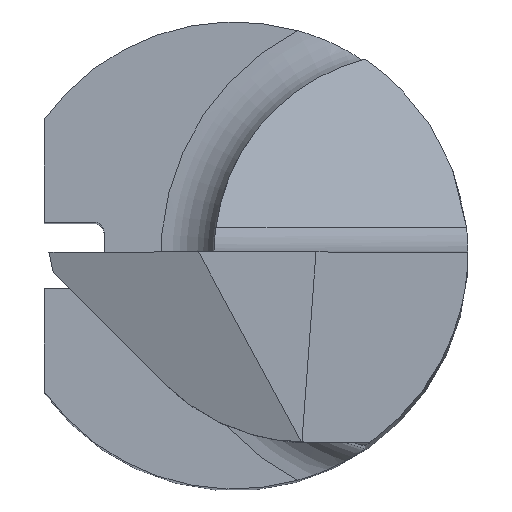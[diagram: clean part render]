
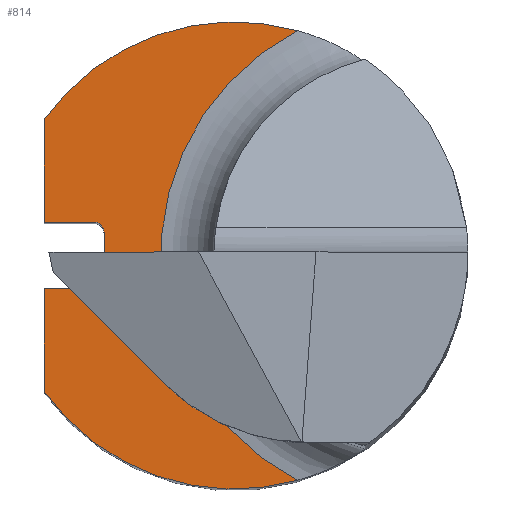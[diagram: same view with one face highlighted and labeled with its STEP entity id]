
A CAD part, top view. The second image highlights one B-rep face of the part: STEP entity #814.
In plain terms, the highlighted planar face has unit normal (0, 0, 1).
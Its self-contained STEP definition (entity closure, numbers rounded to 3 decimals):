
#6 = DIRECTION ( 'NONE',  ( -1., 0., 0. ) ) ;
#13 = EDGE_CURVE ( 'NONE', #586, #1010, #158, .T. ) ;
#24 = ORIENTED_EDGE ( 'NONE', *, *, #13, .F. ) ;
#36 = CARTESIAN_POINT ( 'NONE',  ( -2.85, 2.032, 14.75 ) ) ;
#37 = CARTESIAN_POINT ( 'NONE',  ( -2.85, -0.5, 14.75 ) ) ;
#49 = ORIENTED_EDGE ( 'NONE', *, *, #450, .F. ) ;
#65 = LINE ( 'NONE', #485, #187 ) ;
#68 = CARTESIAN_POINT ( 'NONE',  ( 0., 0., 14.75 ) ) ;
#115 = CARTESIAN_POINT ( 'NONE',  ( -2.85, 0.5, 14.75 ) ) ;
#123 = VECTOR ( 'NONE', #638, 1000. ) ;
#130 = LINE ( 'NONE', #1024, #522 ) ;
#133 = CIRCLE ( 'NONE', #787, 0.15 ) ;
#134 = EDGE_CURVE ( 'NONE', #1030, #586, #905, .T. ) ;
#155 = DIRECTION ( 'NONE',  ( 0., 0., -1. ) ) ;
#158 = CIRCLE ( 'NONE', #1089, 3.791 ) ;
#163 = DIRECTION ( 'NONE',  ( 1., 0., 0. ) ) ;
#175 = ORIENTED_EDGE ( 'NONE', *, *, #489, .T. ) ;
#184 = CARTESIAN_POINT ( 'NONE',  ( 0., 0., 14.75 ) ) ;
#187 = VECTOR ( 'NONE', #1016, 1000. ) ;
#195 = LINE ( 'NONE', #37, #123 ) ;
#206 = EDGE_CURVE ( 'NONE', #384, #420, #403, .T. ) ;
#214 = DIRECTION ( 'NONE',  ( -1., 0., 0. ) ) ;
#218 = ORIENTED_EDGE ( 'NONE', *, *, #662, .F. ) ;
#224 = AXIS2_PLACEMENT_3D ( 'NONE', #184, #355, #788 ) ;
#251 = PLANE ( 'NONE',  #562 ) ;
#263 = FACE_OUTER_BOUND ( 'NONE', #525, .T. ) ;
#264 = CARTESIAN_POINT ( 'NONE',  ( 0.951, 3.368, 14.75 ) ) ;
#275 = AXIS2_PLACEMENT_3D ( 'NONE', #68, #155, #518 ) ;
#314 = EDGE_CURVE ( 'NONE', #974, #702, #195, .T. ) ;
#323 = DIRECTION ( 'NONE',  ( -1., 0., 0. ) ) ;
#355 = DIRECTION ( 'NONE',  ( 0., 0., -1. ) ) ;
#359 = DIRECTION ( 'NONE',  ( 0., 0., 1. ) ) ;
#370 = CARTESIAN_POINT ( 'NONE',  ( -2.1, -0.5, 14.75 ) ) ;
#379 = ORIENTED_EDGE ( 'NONE', *, *, #206, .T. ) ;
#384 = VERTEX_POINT ( 'NONE', #115 ) ;
#397 = CARTESIAN_POINT ( 'NONE',  ( 0.951, -3.368, 14.75 ) ) ;
#403 = LINE ( 'NONE', #759, #885 ) ;
#404 = ORIENTED_EDGE ( 'NONE', *, *, #1138, .T. ) ;
#420 = VERTEX_POINT ( 'NONE', #947 ) ;
#423 = DIRECTION ( 'NONE',  ( 0., -1., 0. ) ) ;
#426 = VECTOR ( 'NONE', #854, 1000. ) ;
#432 = CARTESIAN_POINT ( 'NONE',  ( -1.95, 0.35, 14.75 ) ) ;
#434 = CARTESIAN_POINT ( 'NONE',  ( -2.85, -0.5, 14.75 ) ) ;
#440 = CARTESIAN_POINT ( 'NONE',  ( -2.1, -0.35, 14.75 ) ) ;
#445 = CARTESIAN_POINT ( 'NONE',  ( 0., 0., 14.75 ) ) ;
#450 = EDGE_CURVE ( 'NONE', #806, #420, #979, .T. ) ;
#485 = CARTESIAN_POINT ( 'NONE',  ( -2.85, -0.5, 14.75 ) ) ;
#489 = EDGE_CURVE ( 'NONE', #702, #675, #65, .T. ) ;
#504 = ORIENTED_EDGE ( 'NONE', *, *, #134, .F. ) ;
#505 = CARTESIAN_POINT ( 'NONE',  ( -2.85, 3.364, 14.75 ) ) ;
#511 = ORIENTED_EDGE ( 'NONE', *, *, #1127, .T. ) ;
#518 = DIRECTION ( 'NONE',  ( -1., 0., 0. ) ) ;
#522 = VECTOR ( 'NONE', #423, 1000. ) ;
#525 = EDGE_LOOP ( 'NONE', ( #218, #24, #504, #511, #379, #49, #404, #1100, #668, #175 ) ) ;
#562 = AXIS2_PLACEMENT_3D ( 'NONE', #445, #359, #617 ) ;
#586 = VERTEX_POINT ( 'NONE', #264 ) ;
#617 = DIRECTION ( 'NONE',  ( -1., 0., 0. ) ) ;
#638 = DIRECTION ( 'NONE',  ( -1., 0., 0. ) ) ;
#662 = EDGE_CURVE ( 'NONE', #1010, #675, #1074, .T. ) ;
#668 = ORIENTED_EDGE ( 'NONE', *, *, #314, .T. ) ;
#675 = VERTEX_POINT ( 'NONE', #878 ) ;
#702 = VERTEX_POINT ( 'NONE', #434 ) ;
#728 = EDGE_CURVE ( 'NONE', #974, #771, #133, .T. ) ;
#737 = AXIS2_PLACEMENT_3D ( 'NONE', #750, #1034, #214 ) ;
#750 = CARTESIAN_POINT ( 'NONE',  ( -2.1, 0.35, 14.75 ) ) ;
#759 = CARTESIAN_POINT ( 'NONE',  ( -2.85, 0.5, 14.75 ) ) ;
#764 = CARTESIAN_POINT ( 'NONE',  ( 2.691, 0., 14.75 ) ) ;
#771 = VERTEX_POINT ( 'NONE', #1061 ) ;
#778 = LINE ( 'NONE', #505, #426 ) ;
#787 = AXIS2_PLACEMENT_3D ( 'NONE', #440, #799, #6 ) ;
#788 = DIRECTION ( 'NONE',  ( -1., 0., 0. ) ) ;
#799 = DIRECTION ( 'NONE',  ( 0., 0., 1. ) ) ;
#806 = VERTEX_POINT ( 'NONE', #432 ) ;
#814 = ADVANCED_FACE ( 'NONE', ( #263 ), #251, .T. ) ;
#854 = DIRECTION ( 'NONE',  ( 0., -1., 0. ) ) ;
#878 = CARTESIAN_POINT ( 'NONE',  ( -2.85, -2.032, 14.75 ) ) ;
#885 = VECTOR ( 'NONE', #163, 1000. ) ;
#905 = CIRCLE ( 'NONE', #275, 3.5 ) ;
#947 = CARTESIAN_POINT ( 'NONE',  ( -2.1, 0.5, 14.75 ) ) ;
#974 = VERTEX_POINT ( 'NONE', #370 ) ;
#979 = CIRCLE ( 'NONE', #737, 0.15 ) ;
#1010 = VERTEX_POINT ( 'NONE', #397 ) ;
#1016 = DIRECTION ( 'NONE',  ( 0., -1., 0. ) ) ;
#1024 = CARTESIAN_POINT ( 'NONE',  ( -1.95, 0.5, 14.75 ) ) ;
#1030 = VERTEX_POINT ( 'NONE', #36 ) ;
#1034 = DIRECTION ( 'NONE',  ( 0., 0., 1. ) ) ;
#1061 = CARTESIAN_POINT ( 'NONE',  ( -1.95, -0.35, 14.75 ) ) ;
#1074 = CIRCLE ( 'NONE', #224, 3.5 ) ;
#1089 = AXIS2_PLACEMENT_3D ( 'NONE', #764, #1116, #323 ) ;
#1100 = ORIENTED_EDGE ( 'NONE', *, *, #728, .F. ) ;
#1116 = DIRECTION ( 'NONE',  ( 0., 0., 1. ) ) ;
#1127 = EDGE_CURVE ( 'NONE', #1030, #384, #778, .T. ) ;
#1138 = EDGE_CURVE ( 'NONE', #806, #771, #130, .T. ) ;
